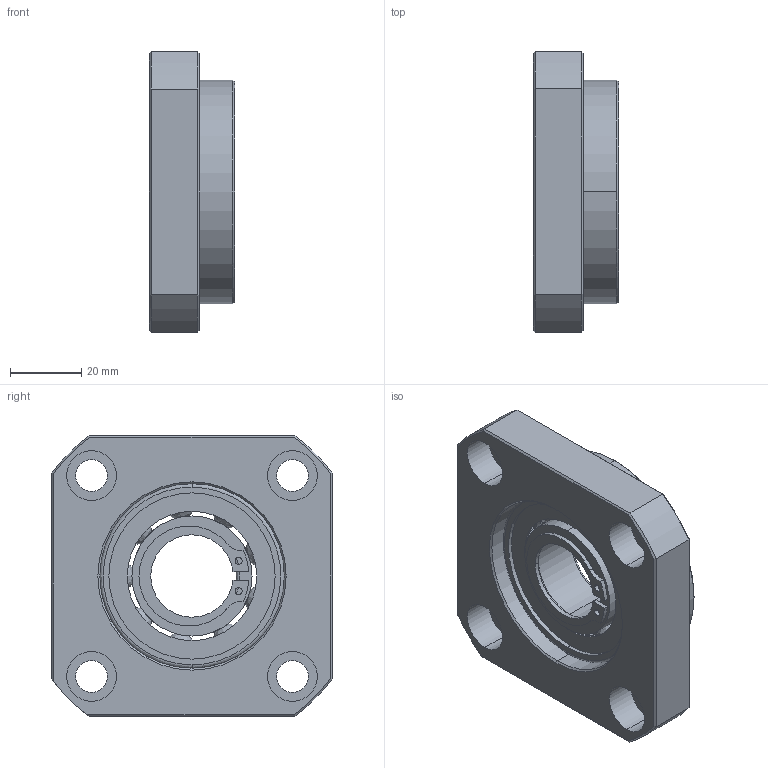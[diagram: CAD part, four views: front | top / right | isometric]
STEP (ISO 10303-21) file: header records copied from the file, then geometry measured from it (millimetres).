
FILE_DESCRIPTION (( 'STEP AP214' ), '1' );
FILE_NAME ('FF25.STEP', '2019-04-04T09:19:11', ( '' ), ( '' ), 'SwSTEP 2.0', 'SolidWorks 2015', '' );
FILE_SCHEMA (( 'AUTOMOTIVE_DESIGN' ));
Length unit declared in the file: millimetre
Products named in the file (1): FF25
Bounding box: 24 x 79 x 79 mm (x, y, z)
Volume: 73015.6 mm3; surface area: 33497 mm2
Topology: 3 solids, 3 shells, 756 faces, 2202 edges, 1444 vertices
Faces by surface type: plane 565, bspline 118, cylinder 60, cone 13
Entity records: 31163 total; most frequent: CARTESIAN_POINT 10154, ORIENTED_EDGE 4332, DIRECTION 3437, EDGE_CURVE 2166, LINE 1571, VECTOR 1571, VERTEX_POINT 1444, AXIS2_PLACEMENT_3D 933
